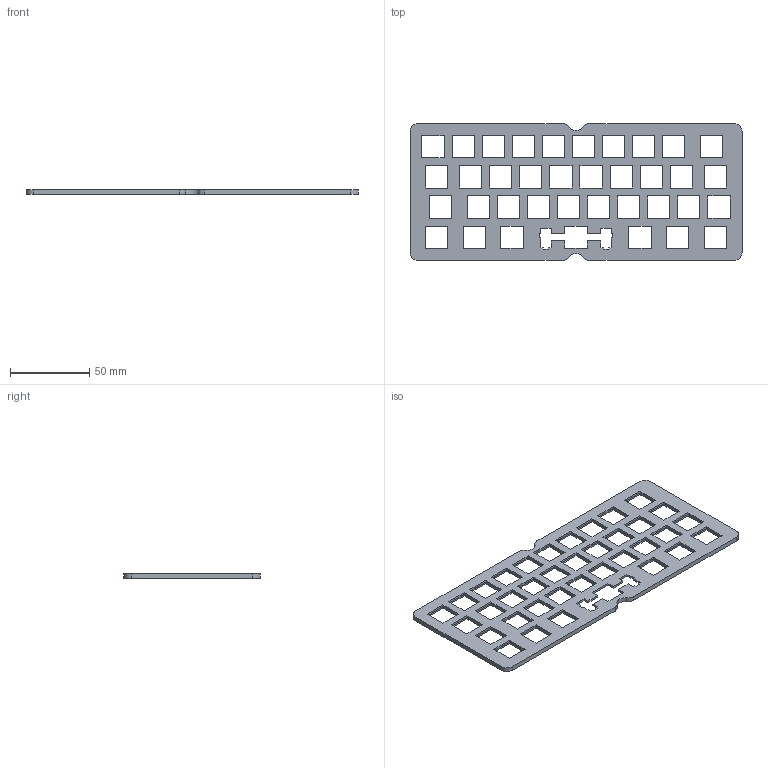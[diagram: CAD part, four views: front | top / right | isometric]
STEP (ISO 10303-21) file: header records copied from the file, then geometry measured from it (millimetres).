
FILE_DESCRIPTION(('HOOPS Exchange Step'),'2;1');
FILE_NAME('temp_export','2024-06-02T22:10:37+20:00',('jscotto'),('Shapr3D Limited'),'HOOPS Exchange 2024.2','Shapr3D','Authorized');
FILE_SCHEMA( ('AUTOMOTIVE_DESIGN { 1 0 10303 214 1 1 1 1 }') );
Length unit declared in the file: millimetre
Products named in the file (1): Plate
Bounding box: 210.03 x 86.2 x 3 mm (x, y, z)
Volume: 28917.1 mm3; surface area: 29517.1 mm2
Topology: 1 solids, 1 shells, 383 faces, 1032 edges, 688 vertices
Faces by surface type: plane 373, cylinder 10
Entity records: 11938 total; most frequent: CARTESIAN_POINT 2104, ORIENTED_EDGE 2064, DIRECTION 1820, EDGE_CURVE 1032, VECTOR 1012, LINE 1012, VERTEX_POINT 688, EDGE_LOOP 494
